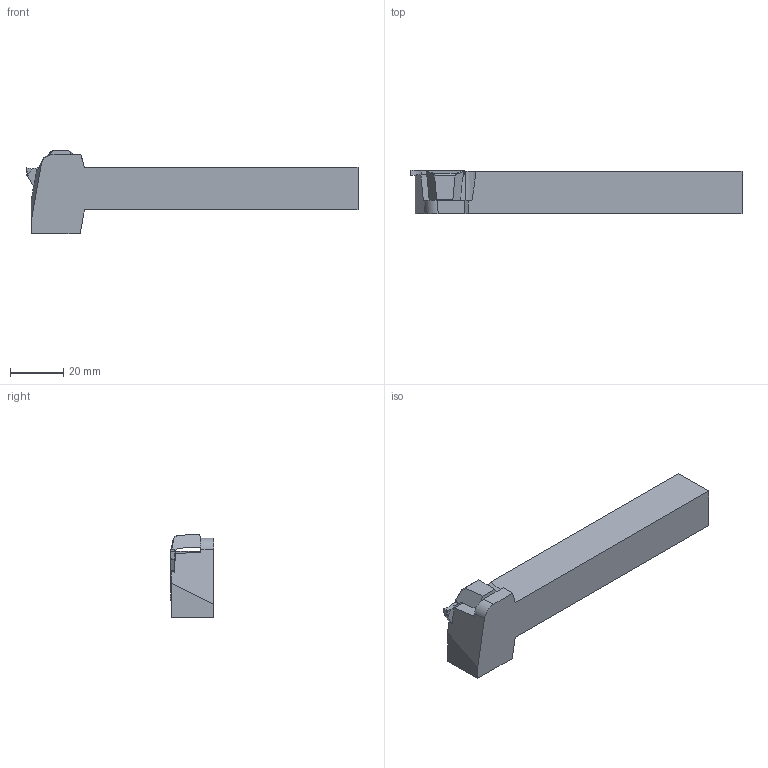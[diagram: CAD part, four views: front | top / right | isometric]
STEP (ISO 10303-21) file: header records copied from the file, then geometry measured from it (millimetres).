
FILE_DESCRIPTION(/* description */ (''),/* implementation_level */ '2;1');
FILE_NAME(/* name */ 'ADKT-H22-L-1616-(0.5-2)-T4.stp',/* time_stamp */ '2023-10-30T19:59:06+03:00',/* author */ (''),/* organization */ (''),/* preprocessor_version */ 'ST-DEVELOPER v19.4',/* originating_system */ 'SIEMENS PLM Software NX2306.3001',/* authorisation */ '');
FILE_SCHEMA (('AUTOMOTIVE_DESIGN { 1 0 10303 214 3 1 1 1 }'));
Length unit declared in the file: millimetre
Products named in the file (1): ADKT-H22-L-1616-(0.5-2)-T4
Bounding box: 125 x 16.35 x 31.47 mm (x, y, z)
Volume: 34714.6 mm3; surface area: 10028.8 mm2
Topology: 2 solids, 2 shells, 69 faces, 193 edges, 128 vertices
Faces by surface type: plane 50, cylinder 19
Entity records: 2597 total; most frequent: CARTESIAN_POINT 409, ORIENTED_EDGE 386, DIRECTION 374, EDGE_CURVE 193, LINE 140, VECTOR 140, VERTEX_POINT 128, AXIS2_PLACEMENT_3D 117
